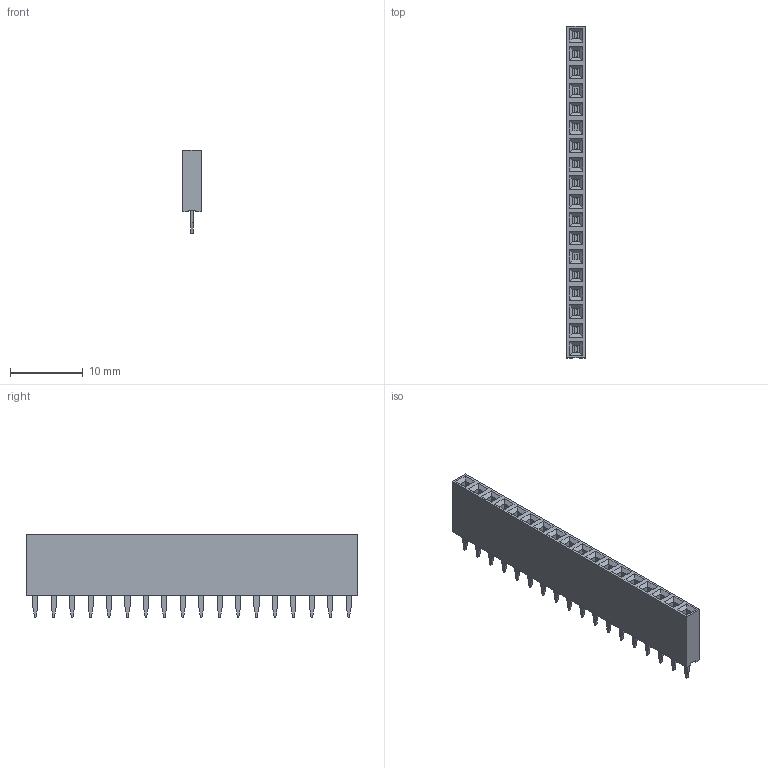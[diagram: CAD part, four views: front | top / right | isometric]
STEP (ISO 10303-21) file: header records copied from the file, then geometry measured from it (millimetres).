
FILE_DESCRIPTION(('FreeCAD Model'),'2;1');
FILE_NAME('Open CASCADE Shape Model','2022-06-14T02:07:23',( 'kicad StepUp'),('ksu MCAD'),'Open CASCADE STEP processor 7.5', 'FreeCAD','Unknown');
FILE_SCHEMA(('AUTOMOTIVE_DESIGN { 1 0 10303 214 1 1 1 1 }'));
Length unit declared in the file: millimetre
Products named in the file (3): PinSocket_P2.54mm_1x18; Body006; Body007
Assembly tree (2 placements, depth 2):
  PinSocket_P2.54mm_1x18
    Body006
    Body007
Bounding box: 2.54 x 45.72 x 11.5 mm (x, y, z)
Volume: 880.6 mm3; surface area: 1718.2 mm2
Topology: 19 solids, 19 shells, 367 faces, 827 edges, 516 vertices
Faces by surface type: plane 349, cylinder 18
Entity records: 20847 total; most frequent: CARTESIAN_POINT 3367, DIRECTION 3257, LINE 2409, VECTOR 2409, ORIENTED_EDGE 1654, PCURVE 1654, DEFINITIONAL_REPRESENTATION 1654, EDGE_CURVE 827
